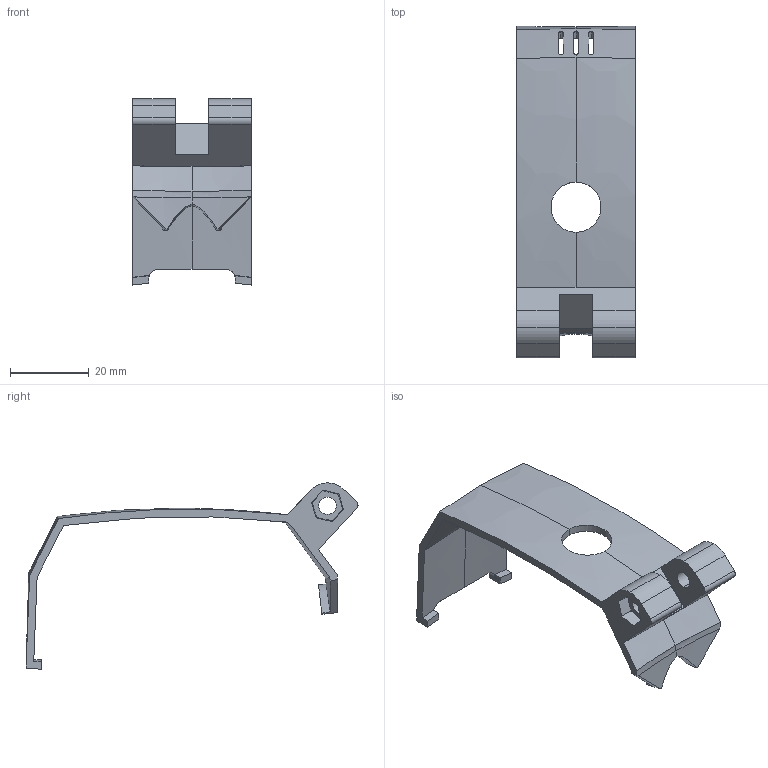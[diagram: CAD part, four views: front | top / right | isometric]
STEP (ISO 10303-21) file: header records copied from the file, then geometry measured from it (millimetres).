
FILE_DESCRIPTION (( 'STEP AP203' ), '1' );
FILE_NAME ('Pico 4 Scan ABS.STEP', '2025-02-17T03:44:34', ( '' ), ( '' ), 'SwSTEP 2.0', 'SolidWorks 2024', '' );
FILE_SCHEMA (( 'CONFIG_CONTROL_DESIGN' ));
Length unit declared in the file: inch
Products named in the file (1): Pico 4 Scan ABS
Bounding box: 30.1 x 84.14 x 47.19 mm (x, y, z)
Volume: 10026.7 mm3; surface area: 9301.7 mm2
Topology: 1 solids, 1 shells, 105 faces, 302 edges, 196 vertices
Faces by surface type: plane 43, bspline 36, cylinder 26
Entity records: 5288 total; most frequent: CARTESIAN_POINT 2851, ORIENTED_EDGE 604, DIRECTION 303, EDGE_CURVE 302, VERTEX_POINT 196, B_SPLINE_CURVE_WITH_KNOTS 163, VECTOR 115, LINE 115
